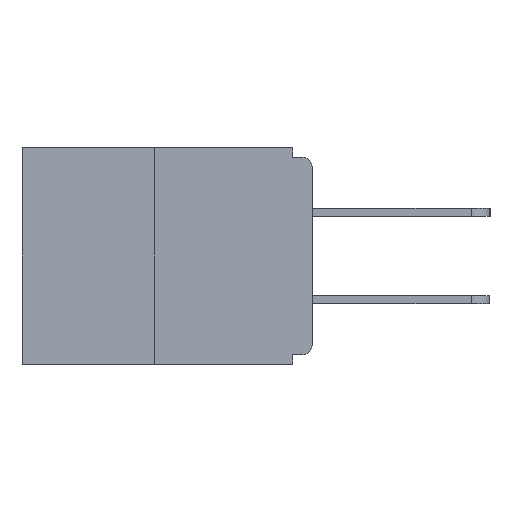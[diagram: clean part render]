
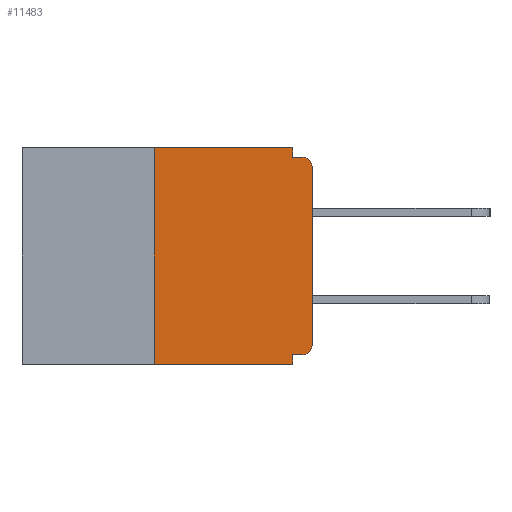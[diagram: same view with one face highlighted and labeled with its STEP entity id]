
A CAD part, left-side view. The second image highlights one B-rep face of the part: STEP entity #11483.
In plain terms, the highlighted planar face has unit normal (-1, 0, 0).
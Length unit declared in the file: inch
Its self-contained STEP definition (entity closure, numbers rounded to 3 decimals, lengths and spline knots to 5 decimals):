
#295 = CIRCLE ( 'NONE', #21644, 0.015 ) ;
#716 = EDGE_LOOP ( 'NONE', ( #23140, #6027, #18027, #15567, #12789, #17374, #18306, #18280, #1555, #15454 ) ) ;
#917 = VERTEX_POINT ( 'NONE', #22057 ) ;
#1031 = DIRECTION ( 'NONE',  ( -1., 0., 0. ) ) ;
#1555 = ORIENTED_EDGE ( 'NONE', *, *, #13487, .F. ) ;
#1735 = DIRECTION ( 'NONE',  ( 0., 0., -1. ) ) ;
#1849 = LINE ( 'NONE', #7344, #11073 ) ;
#2305 = CARTESIAN_POINT ( 'NONE',  ( 0., 0.015, -0.015 ) ) ;
#3188 = CARTESIAN_POINT ( 'NONE',  ( 0., 0.031, -0.328 ) ) ;
#4160 = EDGE_CURVE ( 'NONE', #15876, #917, #13367, .T. ) ;
#4372 = LINE ( 'NONE', #24469, #6261 ) ;
#6027 = ORIENTED_EDGE ( 'NONE', *, *, #25788, .F. ) ;
#6261 = VECTOR ( 'NONE', #10647, 39.37008 ) ;
#6292 = VERTEX_POINT ( 'NONE', #3188 ) ;
#7037 = DIRECTION ( 'NONE',  ( 0., 0., -1. ) ) ;
#7107 = EDGE_CURVE ( 'NONE', #6292, #21473, #24604, .T. ) ;
#7344 = CARTESIAN_POINT ( 'NONE',  ( 0., 0., -0.015 ) ) ;
#7486 = VECTOR ( 'NONE', #17646, 39.37008 ) ;
#7603 = DIRECTION ( 'NONE',  ( 0., -1., 0. ) ) ;
#8143 = CARTESIAN_POINT ( 'NONE',  ( 0., 0.25, 0. ) ) ;
#8304 = LINE ( 'NONE', #10509, #15222 ) ;
#8306 = AXIS2_PLACEMENT_3D ( 'NONE', #11176, #1031, #15231 ) ;
#8322 = EDGE_CURVE ( 'NONE', #14761, #23111, #22977, .T. ) ;
#8339 = CARTESIAN_POINT ( 'NONE',  ( 0., 0.015, -0.328 ) ) ;
#8497 = CARTESIAN_POINT ( 'NONE',  ( 0., 0.46, 0. ) ) ;
#9091 = VERTEX_POINT ( 'NONE', #17898 ) ;
#9927 = LINE ( 'NONE', #15163, #13082 ) ;
#10509 = CARTESIAN_POINT ( 'NONE',  ( 0., 0.46, -0.343 ) ) ;
#10647 = DIRECTION ( 'NONE',  ( 0., 1., 0. ) ) ;
#10801 = DIRECTION ( 'NONE',  ( 0., -1., 0. ) ) ;
#11073 = VECTOR ( 'NONE', #7603, 39.37008 ) ;
#11176 = CARTESIAN_POINT ( 'NONE',  ( 0., 0.015, -0.313 ) ) ;
#11483 = ADVANCED_FACE ( 'NONE', ( #19088 ), #14288, .F. ) ;
#12063 = CARTESIAN_POINT ( 'NONE',  ( 0., 0.031, -0.343 ) ) ;
#12071 = DIRECTION ( 'NONE',  ( 0., 0., -1. ) ) ;
#12074 = EDGE_CURVE ( 'NONE', #21946, #21473, #8304, .T. ) ;
#12241 = CARTESIAN_POINT ( 'NONE',  ( 0., 0.46, 0. ) ) ;
#12789 = ORIENTED_EDGE ( 'NONE', *, *, #21614, .F. ) ;
#13082 = VECTOR ( 'NONE', #17038, 39.37008 ) ;
#13367 = CIRCLE ( 'NONE', #8306, 0.015 ) ;
#13487 = EDGE_CURVE ( 'NONE', #21784, #16408, #1849, .T. ) ;
#13643 = CARTESIAN_POINT ( 'NONE',  ( 0., 0., 0. ) ) ;
#13982 = CARTESIAN_POINT ( 'NONE',  ( 0., 0.015, -0.03 ) ) ;
#14288 = PLANE ( 'NONE',  #21201 ) ;
#14547 = VECTOR ( 'NONE', #17086, 39.37008 ) ;
#14573 = EDGE_CURVE ( 'NONE', #917, #9091, #20513, .T. ) ;
#14761 = VERTEX_POINT ( 'NONE', #8143 ) ;
#15042 = CARTESIAN_POINT ( 'NONE',  ( 0., 0.25, 0. ) ) ;
#15163 = CARTESIAN_POINT ( 'NONE',  ( 0., 0.031, 0. ) ) ;
#15222 = VECTOR ( 'NONE', #22559, 39.37008 ) ;
#15231 = DIRECTION ( 'NONE',  ( 0., 0., -1. ) ) ;
#15454 = ORIENTED_EDGE ( 'NONE', *, *, #18304, .F. ) ;
#15483 = CARTESIAN_POINT ( 'NONE',  ( 0., 0.031, -0.015 ) ) ;
#15567 = ORIENTED_EDGE ( 'NONE', *, *, #7107, .F. ) ;
#15876 = VERTEX_POINT ( 'NONE', #8339 ) ;
#16239 = DIRECTION ( 'NONE',  ( 1., 0., 0. ) ) ;
#16408 = VERTEX_POINT ( 'NONE', #2305 ) ;
#16788 = CARTESIAN_POINT ( 'NONE',  ( 0., 0.031, -0.343 ) ) ;
#17038 = DIRECTION ( 'NONE',  ( 0., 0., -1. ) ) ;
#17086 = DIRECTION ( 'NONE',  ( 0., 0., 1. ) ) ;
#17374 = ORIENTED_EDGE ( 'NONE', *, *, #4160, .T. ) ;
#17646 = DIRECTION ( 'NONE',  ( 0., 0., 1. ) ) ;
#17898 = CARTESIAN_POINT ( 'NONE',  ( 0., 0., -0.03 ) ) ;
#18027 = ORIENTED_EDGE ( 'NONE', *, *, #12074, .T. ) ;
#18280 = ORIENTED_EDGE ( 'NONE', *, *, #24417, .T. ) ;
#18304 = EDGE_CURVE ( 'NONE', #23111, #21784, #9927, .T. ) ;
#18306 = ORIENTED_EDGE ( 'NONE', *, *, #14573, .T. ) ;
#19088 = FACE_OUTER_BOUND ( 'NONE', #716, .T. ) ;
#20513 = LINE ( 'NONE', #13643, #7486 ) ;
#20801 = VECTOR ( 'NONE', #7037, 39.37008 ) ;
#20878 = LINE ( 'NONE', #15042, #14547 ) ;
#21201 = AXIS2_PLACEMENT_3D ( 'NONE', #12241, #16239, #12071 ) ;
#21473 = VERTEX_POINT ( 'NONE', #12063 ) ;
#21614 = EDGE_CURVE ( 'NONE', #15876, #6292, #4372, .T. ) ;
#21644 = AXIS2_PLACEMENT_3D ( 'NONE', #13982, #26046, #1735 ) ;
#21784 = VERTEX_POINT ( 'NONE', #15483 ) ;
#21946 = VERTEX_POINT ( 'NONE', #21983 ) ;
#21983 = CARTESIAN_POINT ( 'NONE',  ( 0., 0.25, -0.343 ) ) ;
#22057 = CARTESIAN_POINT ( 'NONE',  ( 0., 0., -0.313 ) ) ;
#22559 = DIRECTION ( 'NONE',  ( 0., -1., 0. ) ) ;
#22977 = LINE ( 'NONE', #8497, #24536 ) ;
#23111 = VERTEX_POINT ( 'NONE', #25396 ) ;
#23140 = ORIENTED_EDGE ( 'NONE', *, *, #8322, .F. ) ;
#24417 = EDGE_CURVE ( 'NONE', #9091, #16408, #295, .T. ) ;
#24469 = CARTESIAN_POINT ( 'NONE',  ( 0., 0., -0.328 ) ) ;
#24536 = VECTOR ( 'NONE', #10801, 39.37008 ) ;
#24604 = LINE ( 'NONE', #16788, #20801 ) ;
#25396 = CARTESIAN_POINT ( 'NONE',  ( 0., 0.031, 0. ) ) ;
#25788 = EDGE_CURVE ( 'NONE', #21946, #14761, #20878, .T. ) ;
#26046 = DIRECTION ( 'NONE',  ( -1., 0., 0. ) ) ;
